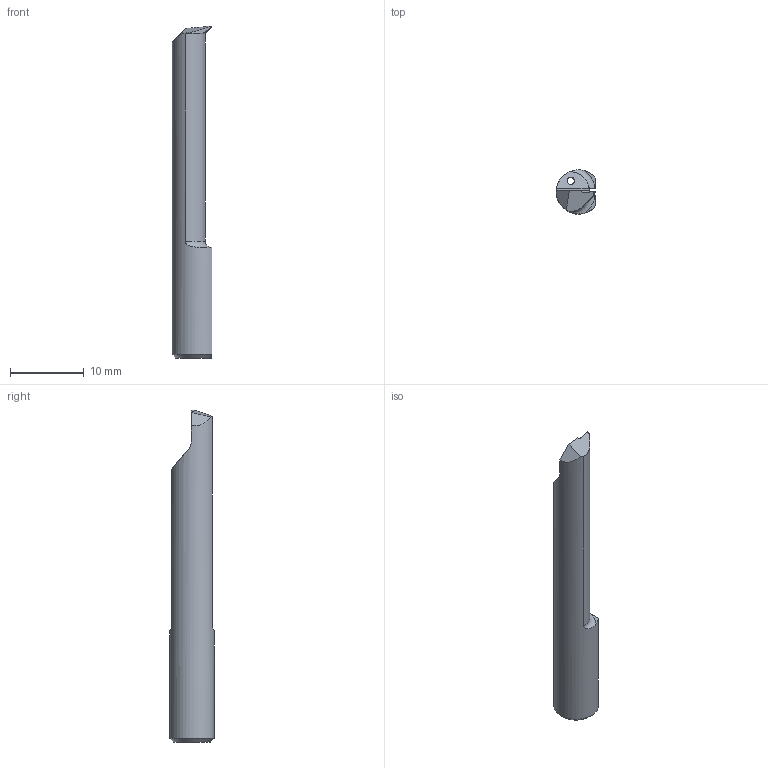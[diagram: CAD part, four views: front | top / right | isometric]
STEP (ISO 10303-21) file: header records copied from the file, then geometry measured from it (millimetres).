
FILE_DESCRIPTION (( 'STEP AP203' ), '1' );
FILE_NAME ('RP47.6-30.step', '2024-01-25T07:21:56', ( '' ), ( '' ), 'SwSTEP 2.0', 'SolidWorks 2022', '' );
FILE_SCHEMA (( 'CONFIG_CONTROL_DESIGN' ));
Length unit declared in the file: millimetre
Products named in the file (1): RP47.6-30
Bounding box: 5.35 x 6 x 45 mm (x, y, z)
Volume: 852.8 mm3; surface area: 898.2 mm2
Topology: 1 solids, 1 shells, 35 faces, 97 edges, 63 vertices
Faces by surface type: plane 18, cylinder 9, torus 5, bspline 2, cone 1
Full cylindrical faces by diameter (mm): 1 x1
Entity records: 1352 total; most frequent: CARTESIAN_POINT 453, ORIENTED_EDGE 188, DIRECTION 148, EDGE_CURVE 94, VERTEX_POINT 62, AXIS2_PLACEMENT_3D 52, VECTOR 44, LINE 44
